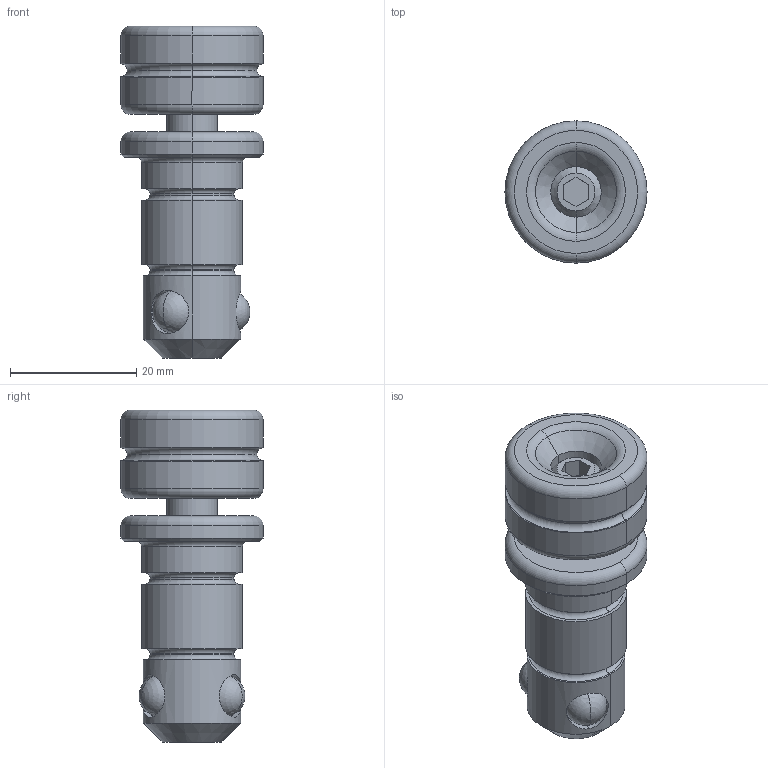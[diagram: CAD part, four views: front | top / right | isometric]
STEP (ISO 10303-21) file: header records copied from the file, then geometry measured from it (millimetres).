
FILE_DESCRIPTION(('STEP AP214'),'1');
FILE_NAME('160510.STP','2011-09-09T11:05:42',(' '),(' '),'Spatial InterOp 3D',' ',' ');
FILE_SCHEMA(('automotive_design'));
Length unit declared in the file: millimetre
Products named in the file (8): Zylinder; Kugel; Gewindestift DIN 914 M5x5
Bounding box: 22.5 x 22.5 x 52.58 mm (x, y, z)
Volume: 12070.8 mm3; surface area: 7109.4 mm2
Topology: 8 solids, 8 shells, 129 faces, 307 edges, 181 vertices
Faces by surface type: cylinder 36, plane 33, torus 28, cone 24, sphere 8
Entity records: 5221 total; most frequent: CARTESIAN_POINT 1067, DIRECTION 676, ORIENTED_EDGE 574, EDGE_CURVE 287, AXIS2_PLACEMENT_3D 286, VERTEX_POINT 181, CIRCLE 149, EDGE_LOOP 146
